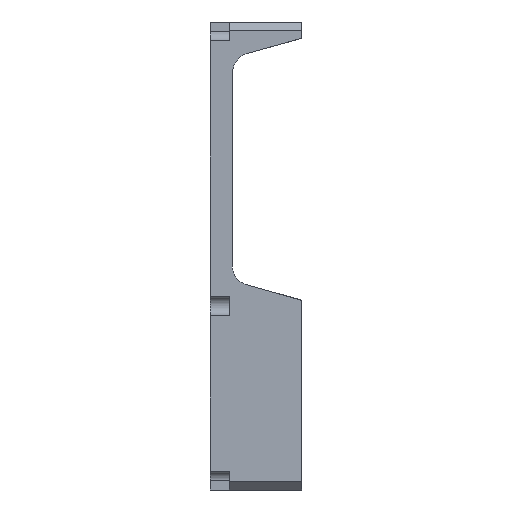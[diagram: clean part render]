
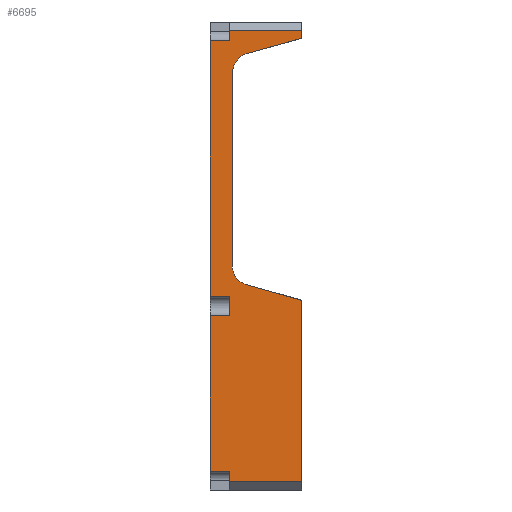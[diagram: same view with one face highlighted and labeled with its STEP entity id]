
A CAD part, left-side view. The second image highlights one B-rep face of the part: STEP entity #6695.
In plain terms, the highlighted planar face has unit normal (-1, 0, 0).
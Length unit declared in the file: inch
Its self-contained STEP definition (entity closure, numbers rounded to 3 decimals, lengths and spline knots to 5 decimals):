
#323=FACE_OUTER_BOUND('',#664,.T.);
#664=EDGE_LOOP('',(#5042,#5043,#5044,#5045,#5046,#5047,#5048,#5049,#5050,
#5051,#5052,#5053,#5054,#5055,#5056,#5057,#5058,#5059));
#1063=CIRCLE('',#7175,0.33762);
#1064=CIRCLE('',#7176,0.35725);
#1518=LINE('',#10548,#2245);
#1521=LINE('',#10554,#2248);
#1522=LINE('',#10556,#2249);
#1523=LINE('',#10558,#2250);
#1524=LINE('',#10560,#2251);
#1525=LINE('',#10562,#2252);
#1526=LINE('',#10564,#2253);
#1527=LINE('',#10566,#2254);
#1528=LINE('',#10568,#2255);
#1529=LINE('',#10570,#2256);
#1530=LINE('',#10572,#2257);
#1531=LINE('',#10574,#2258);
#1532=LINE('',#10576,#2259);
#1533=LINE('',#10580,#2260);
#1534=LINE('',#10584,#2261);
#1535=LINE('',#10585,#2262);
#2245=VECTOR('',#8324,0.3937);
#2248=VECTOR('',#8329,0.3937);
#2249=VECTOR('',#8330,0.3937);
#2250=VECTOR('',#8331,0.3937);
#2251=VECTOR('',#8332,0.3937);
#2252=VECTOR('',#8333,0.3937);
#2253=VECTOR('',#8334,0.3937);
#2254=VECTOR('',#8335,0.3937);
#2255=VECTOR('',#8336,0.3937);
#2256=VECTOR('',#8337,0.3937);
#2257=VECTOR('',#8338,0.3937);
#2258=VECTOR('',#8339,0.3937);
#2259=VECTOR('',#8340,0.3937);
#2260=VECTOR('',#8343,0.3937);
#2261=VECTOR('',#8346,0.3937);
#2262=VECTOR('',#8347,0.3937);
#3023=VERTEX_POINT('',#10545);
#3024=VERTEX_POINT('',#10547);
#3026=VERTEX_POINT('',#10553);
#3027=VERTEX_POINT('',#10555);
#3028=VERTEX_POINT('',#10557);
#3029=VERTEX_POINT('',#10559);
#3030=VERTEX_POINT('',#10561);
#3031=VERTEX_POINT('',#10563);
#3032=VERTEX_POINT('',#10565);
#3033=VERTEX_POINT('',#10567);
#3034=VERTEX_POINT('',#10569);
#3035=VERTEX_POINT('',#10571);
#3036=VERTEX_POINT('',#10573);
#3037=VERTEX_POINT('',#10575);
#3038=VERTEX_POINT('',#10577);
#3039=VERTEX_POINT('',#10579);
#3040=VERTEX_POINT('',#10581);
#3041=VERTEX_POINT('',#10583);
#3800=EDGE_CURVE('',#3023,#3024,#1518,.T.);
#3803=EDGE_CURVE('',#3023,#3026,#1521,.T.);
#3804=EDGE_CURVE('',#3026,#3027,#1522,.T.);
#3805=EDGE_CURVE('',#3028,#3027,#1523,.T.);
#3806=EDGE_CURVE('',#3028,#3029,#1524,.T.);
#3807=EDGE_CURVE('',#3029,#3030,#1525,.T.);
#3808=EDGE_CURVE('',#3030,#3031,#1526,.T.);
#3809=EDGE_CURVE('',#3032,#3031,#1527,.T.);
#3810=EDGE_CURVE('',#3032,#3033,#1528,.T.);
#3811=EDGE_CURVE('',#3033,#3034,#1529,.T.);
#3812=EDGE_CURVE('',#3035,#3034,#1530,.T.);
#3813=EDGE_CURVE('',#3035,#3036,#1531,.T.);
#3814=EDGE_CURVE('',#3036,#3037,#1532,.T.);
#3815=EDGE_CURVE('',#3037,#3038,#1063,.T.);
#3816=EDGE_CURVE('',#3038,#3039,#1533,.T.);
#3817=EDGE_CURVE('',#3039,#3040,#1064,.T.);
#3818=EDGE_CURVE('',#3040,#3041,#1534,.T.);
#3819=EDGE_CURVE('',#3041,#3024,#1535,.T.);
#5042=ORIENTED_EDGE('',*,*,#3800,.F.);
#5043=ORIENTED_EDGE('',*,*,#3803,.T.);
#5044=ORIENTED_EDGE('',*,*,#3804,.T.);
#5045=ORIENTED_EDGE('',*,*,#3805,.F.);
#5046=ORIENTED_EDGE('',*,*,#3806,.T.);
#5047=ORIENTED_EDGE('',*,*,#3807,.T.);
#5048=ORIENTED_EDGE('',*,*,#3808,.T.);
#5049=ORIENTED_EDGE('',*,*,#3809,.F.);
#5050=ORIENTED_EDGE('',*,*,#3810,.T.);
#5051=ORIENTED_EDGE('',*,*,#3811,.T.);
#5052=ORIENTED_EDGE('',*,*,#3812,.F.);
#5053=ORIENTED_EDGE('',*,*,#3813,.T.);
#5054=ORIENTED_EDGE('',*,*,#3814,.T.);
#5055=ORIENTED_EDGE('',*,*,#3815,.T.);
#5056=ORIENTED_EDGE('',*,*,#3816,.T.);
#5057=ORIENTED_EDGE('',*,*,#3817,.T.);
#5058=ORIENTED_EDGE('',*,*,#3818,.T.);
#5059=ORIENTED_EDGE('',*,*,#3819,.T.);
#6467=PLANE('',#7174);
#6695=ADVANCED_FACE('',(#323),#6467,.T.);
#7174=AXIS2_PLACEMENT_3D('',#10552,#8327,#8328);
#7175=AXIS2_PLACEMENT_3D('',#10578,#8341,#8342);
#7176=AXIS2_PLACEMENT_3D('',#10582,#8344,#8345);
#8324=DIRECTION('',(0.,-1.,0.));
#8327=DIRECTION('center_axis',(-1.,0.,0.));
#8328=DIRECTION('ref_axis',(0.,0.,1.));
#8329=DIRECTION('',(0.,0.,-1.));
#8330=DIRECTION('',(0.,1.,0.));
#8331=DIRECTION('',(0.,0.,1.));
#8332=DIRECTION('',(0.,-1.,0.));
#8333=DIRECTION('',(0.,0.,-1.));
#8334=DIRECTION('',(0.,1.,0.));
#8335=DIRECTION('',(0.,0.,1.));
#8336=DIRECTION('',(0.,-1.,0.));
#8337=DIRECTION('',(0.,0.,-1.));
#8338=DIRECTION('',(0.,1.,0.));
#8339=DIRECTION('',(0.,0.,1.));
#8340=DIRECTION('',(0.,0.962,0.272));
#8341=DIRECTION('center_axis',(1.,0.,0.));
#8342=DIRECTION('ref_axis',(0.,0.272,-0.962));
#8343=DIRECTION('',(0.,0.,1.));
#8344=DIRECTION('center_axis',(1.,0.,0.));
#8345=DIRECTION('ref_axis',(0.,1.,0.));
#8346=DIRECTION('',(0.,-0.963,0.268));
#8347=DIRECTION('',(0.,0.,1.));
#10545=CARTESIAN_POINT('',(-4.45175,1.245,9.2309));
#10547=CARTESIAN_POINT('',(-4.45175,0.,9.2309));
#10548=CARTESIAN_POINT('',(-4.45175,0.,9.2309));
#10552=CARTESIAN_POINT('Origin',(-4.45175,0.,1.3709));
#10553=CARTESIAN_POINT('',(-4.45175,1.245,9.0534));
#10554=CARTESIAN_POINT('',(-4.45175,1.245,5.41192));
#10555=CARTESIAN_POINT('',(-4.45175,1.57,9.0534));
#10556=CARTESIAN_POINT('',(-4.45175,0.785,9.0534));
#10557=CARTESIAN_POINT('',(-4.45175,1.57,4.6784));
#10558=CARTESIAN_POINT('',(-4.45175,1.57,1.3709));
#10559=CARTESIAN_POINT('',(-4.45175,1.245,4.6784));
#10560=CARTESIAN_POINT('',(-4.45175,0.785,4.6784));
#10561=CARTESIAN_POINT('',(-4.45175,1.245,4.3534));
#10562=CARTESIAN_POINT('',(-4.45175,1.245,2.9434));
#10563=CARTESIAN_POINT('',(-4.45175,1.57,4.3534));
#10564=CARTESIAN_POINT('',(-4.45175,0.785,4.3534));
#10565=CARTESIAN_POINT('',(-4.45175,1.57,1.6884));
#10566=CARTESIAN_POINT('',(-4.45175,1.57,1.3709));
#10567=CARTESIAN_POINT('',(-4.45175,1.245,1.6884));
#10568=CARTESIAN_POINT('',(-4.45175,0.785,1.6884));
#10569=CARTESIAN_POINT('',(-4.45175,1.245,1.5109));
#10570=CARTESIAN_POINT('',(-4.45175,1.245,1.35412));
#10571=CARTESIAN_POINT('',(-4.45175,0.,1.5109));
#10572=CARTESIAN_POINT('',(-4.45175,0.,1.5109));
#10573=CARTESIAN_POINT('',(-4.45175,0.,4.61345));
#10574=CARTESIAN_POINT('',(-4.45175,0.,1.3709));
#10575=CARTESIAN_POINT('',(-4.45175,0.94506,4.88085));
#10576=CARTESIAN_POINT('',(-4.45175,0.0478,4.62697));
#10577=CARTESIAN_POINT('',(-4.45175,1.19,5.18307));
#10578=CARTESIAN_POINT('Origin',(-4.45175,0.85314,5.20572));
#10579=CARTESIAN_POINT('',(-4.45175,1.19,8.491));
#10580=CARTESIAN_POINT('',(-4.45175,1.19,4.93095));
#10581=CARTESIAN_POINT('',(-4.45175,0.94903,8.82879));
#10582=CARTESIAN_POINT('Origin',(-4.45175,0.83275,8.491));
#10583=CARTESIAN_POINT('',(-4.45175,0.,9.09269));
#10584=CARTESIAN_POINT('',(-4.45175,0.99654,8.81558));
#10585=CARTESIAN_POINT('',(-4.45175,0.,1.3709));
